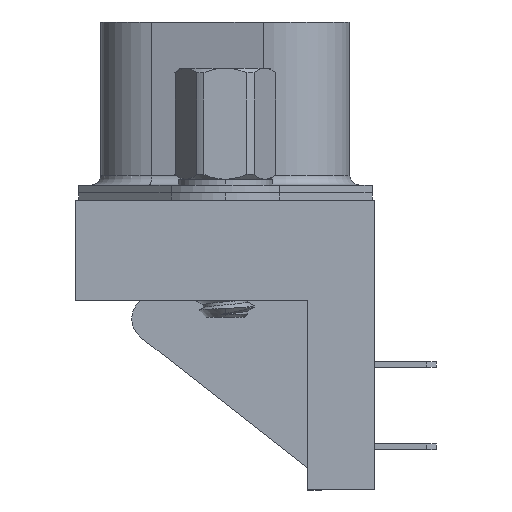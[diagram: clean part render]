
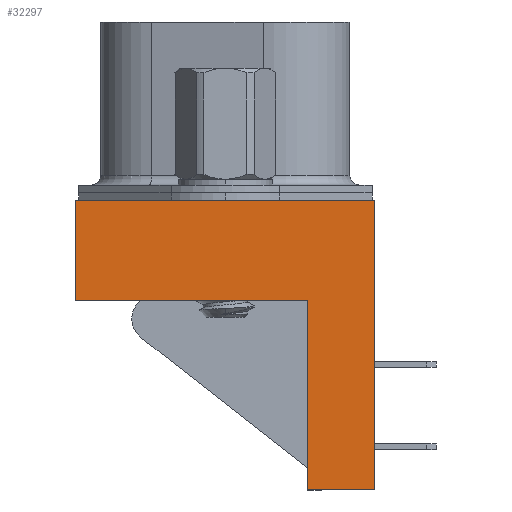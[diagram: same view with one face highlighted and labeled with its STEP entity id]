
A CAD part, left-side view. The second image highlights one B-rep face of the part: STEP entity #32297.
In plain terms, the highlighted planar face has unit normal (-1, 0, 0).
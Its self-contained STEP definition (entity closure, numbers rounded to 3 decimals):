
#1568 = LINE ( 'NONE', #85205, #154519 ) ;
#3075 = CARTESIAN_POINT ( 'NONE',  ( -4.125, 7.8, -5.2 ) ) ;
#11198 = CARTESIAN_POINT ( 'NONE',  ( -4.125, 7.8, 0. ) ) ;
#14273 = EDGE_CURVE ( 'NONE', #82015, #159180, #26063, .T. ) ;
#16392 = CARTESIAN_POINT ( 'NONE',  ( -4.125, -7.8, -15.1 ) ) ;
#20843 = CARTESIAN_POINT ( 'NONE',  ( -4.125, 7.8, -15.1 ) ) ;
#23152 = PLANE ( 'NONE',  #35930 ) ;
#25674 = ORIENTED_EDGE ( 'NONE', *, *, #31065, .F. ) ;
#26063 = LINE ( 'NONE', #96719, #74212 ) ;
#30253 = EDGE_CURVE ( 'NONE', #140684, #124181, #148142, .T. ) ;
#31065 = EDGE_CURVE ( 'NONE', #159180, #145798, #90133, .T. ) ;
#32151 = DIRECTION ( 'NONE',  ( 0., 0., 1. ) ) ;
#32297 = ADVANCED_FACE ( 'NONE', ( #92889 ), #23152, .T. ) ;
#33075 = CARTESIAN_POINT ( 'NONE',  ( -4.125, -4.3, -5.2 ) ) ;
#35930 = AXIS2_PLACEMENT_3D ( 'NONE', #49242, #161687, #65951 ) ;
#38812 = CARTESIAN_POINT ( 'NONE',  ( -4.125, -7.8, -15.1 ) ) ;
#49242 = CARTESIAN_POINT ( 'NONE',  ( -4.125, 7.8, -15.1 ) ) ;
#64998 = CARTESIAN_POINT ( 'NONE',  ( -4.125, 7.8, -15.1 ) ) ;
#65951 = DIRECTION ( 'NONE',  ( 0., -1., 0. ) ) ;
#74212 = VECTOR ( 'NONE', #139421, 1000. ) ;
#76231 = EDGE_LOOP ( 'NONE', ( #180458, #126921, #111775, #183332, #105010, #25674 ) ) ;
#77557 = DIRECTION ( 'NONE',  ( 0., -1., 0. ) ) ;
#82015 = VERTEX_POINT ( 'NONE', #33075 ) ;
#85205 = CARTESIAN_POINT ( 'NONE',  ( -4.125, -4.3, -15.1 ) ) ;
#90133 = LINE ( 'NONE', #64998, #101340 ) ;
#90753 = CARTESIAN_POINT ( 'NONE',  ( -4.125, 7.8, 0. ) ) ;
#92889 = FACE_OUTER_BOUND ( 'NONE', #76231, .T. ) ;
#94462 = EDGE_CURVE ( 'NONE', #145798, #128072, #97614, .T. ) ;
#95776 = DIRECTION ( 'NONE',  ( 0., -1., 0. ) ) ;
#96487 = VECTOR ( 'NONE', #95776, 1000. ) ;
#96719 = CARTESIAN_POINT ( 'NONE',  ( -4.125, 7.8, -5.2 ) ) ;
#97614 = LINE ( 'NONE', #11198, #96487 ) ;
#101340 = VECTOR ( 'NONE', #121624, 1000. ) ;
#101852 = LINE ( 'NONE', #16392, #145846 ) ;
#105010 = ORIENTED_EDGE ( 'NONE', *, *, #94462, .F. ) ;
#111775 = ORIENTED_EDGE ( 'NONE', *, *, #30253, .T. ) ;
#121624 = DIRECTION ( 'NONE',  ( 0., 0., 1. ) ) ;
#124181 = VERTEX_POINT ( 'NONE', #38812 ) ;
#126921 = ORIENTED_EDGE ( 'NONE', *, *, #130821, .F. ) ;
#128072 = VERTEX_POINT ( 'NONE', #169159 ) ;
#130821 = EDGE_CURVE ( 'NONE', #140684, #82015, #1568, .T. ) ;
#137940 = CARTESIAN_POINT ( 'NONE',  ( -4.125, -4.3, -15.1 ) ) ;
#139421 = DIRECTION ( 'NONE',  ( 0., 1., 0. ) ) ;
#140684 = VERTEX_POINT ( 'NONE', #137940 ) ;
#145798 = VERTEX_POINT ( 'NONE', #90753 ) ;
#145846 = VECTOR ( 'NONE', #32151, 1000. ) ;
#148142 = LINE ( 'NONE', #20843, #151488 ) ;
#149186 = EDGE_CURVE ( 'NONE', #124181, #128072, #101852, .T. ) ;
#151488 = VECTOR ( 'NONE', #77557, 1000. ) ;
#154519 = VECTOR ( 'NONE', #170681, 1000. ) ;
#159180 = VERTEX_POINT ( 'NONE', #3075 ) ;
#161687 = DIRECTION ( 'NONE',  ( -1., 0., 0. ) ) ;
#169159 = CARTESIAN_POINT ( 'NONE',  ( -4.125, -7.8, 0. ) ) ;
#170681 = DIRECTION ( 'NONE',  ( 0., 0., 1. ) ) ;
#180458 = ORIENTED_EDGE ( 'NONE', *, *, #14273, .F. ) ;
#183332 = ORIENTED_EDGE ( 'NONE', *, *, #149186, .T. ) ;
